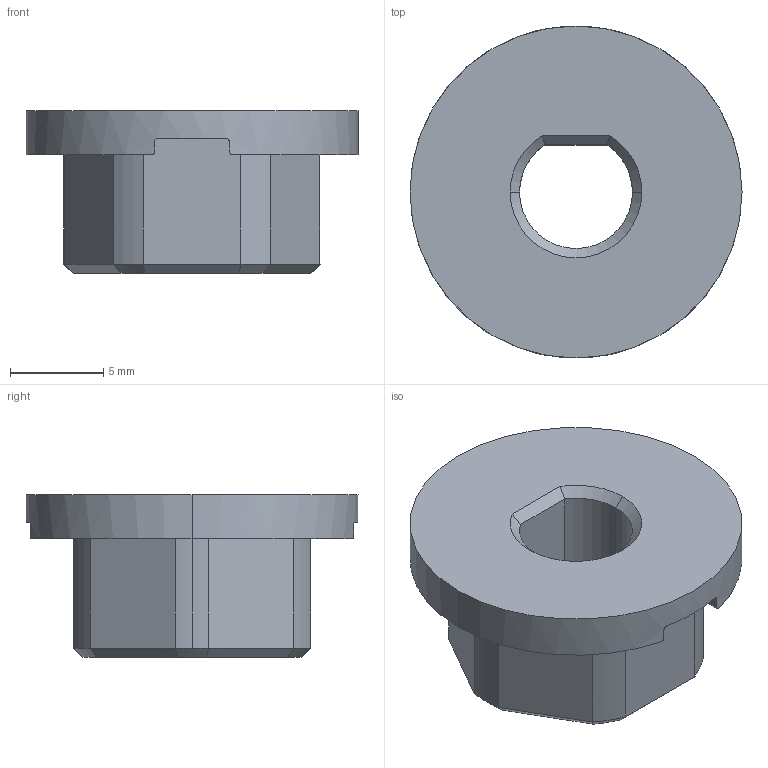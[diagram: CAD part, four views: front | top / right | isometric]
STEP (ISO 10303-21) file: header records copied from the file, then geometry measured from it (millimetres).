
FILE_DESCRIPTION (( 'STEP AP214' ), '1' );
FILE_NAME ('217-5952-20171130.STEP', '2017-11-30T23:44:29', ( '' ), ( '' ), 'SwSTEP 2.0', 'SolidWorks 2017', '' );
FILE_SCHEMA (( 'AUTOMOTIVE_DESIGN' ));
Length unit declared in the file: millimetre
Products named in the file (1): 217-5952-20171130
Bounding box: 17.78 x 17.78 x 8.72 mm (x, y, z)
Volume: 1191.5 mm3; surface area: 990.2 mm2
Topology: 1 solids, 1 shells, 58 faces, 148 edges, 92 vertices
Faces by surface type: plane 25, cylinder 20, cone 13
Entity records: 1820 total; most frequent: CARTESIAN_POINT 387, ORIENTED_EDGE 296, DIRECTION 292, EDGE_CURVE 148, AXIS2_PLACEMENT_3D 109, VERTEX_POINT 92, LINE 74, VECTOR 74
